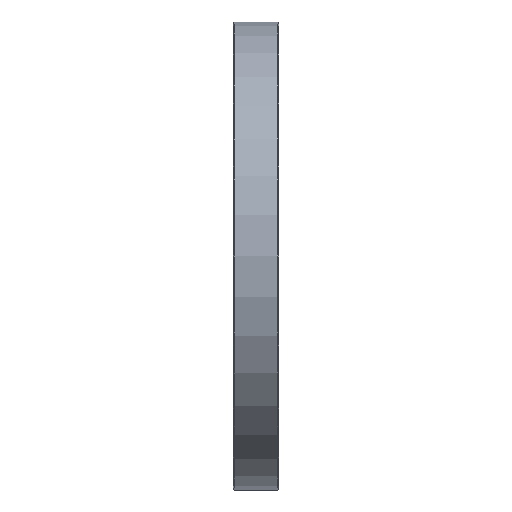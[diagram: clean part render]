
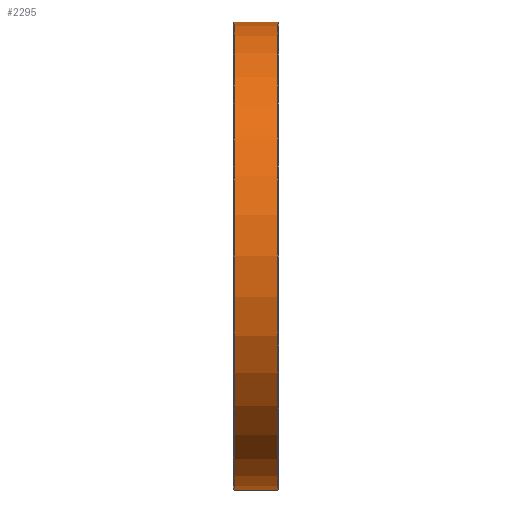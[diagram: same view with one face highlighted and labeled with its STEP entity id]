
A CAD part, left-side view. The second image highlights one B-rep face of the part: STEP entity #2295.
In plain terms, the highlighted cylindrical face has radius 126.6 mm (diameter 253.2 mm), a partial arc.
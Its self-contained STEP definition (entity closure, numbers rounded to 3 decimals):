
#90 = DIRECTION ( 'NONE',  ( 0., 0., -1. ) ) ;
#91 = DIRECTION ( 'NONE',  ( 0., -1., 0. ) ) ;
#92 = CARTESIAN_POINT ( 'NONE',  ( 0., 24.2, 0. ) ) ;
#93 = AXIS2_PLACEMENT_3D ( 'NONE', #92, #91, #90 ) ;
#94 = CIRCLE ( 'NONE', #93, 126.6 ) ;
#170 = DIRECTION ( 'NONE',  ( 0., -1., 0. ) ) ;
#171 = VECTOR ( 'NONE', #170, 1000. ) ;
#172 = CARTESIAN_POINT ( 'NONE',  ( 0., -15.022, 126.6 ) ) ;
#180 = LINE ( 'NONE', #172, #171 ) ;
#282 = DIRECTION ( 'NONE',  ( 0., 0., 1. ) ) ;
#283 = DIRECTION ( 'NONE',  ( 0., 1., 0. ) ) ;
#284 = AXIS2_PLACEMENT_3D ( 'NONE', #444, #283, #282 ) ;
#295 = CARTESIAN_POINT ( 'NONE',  ( 0., -15.022, 0. ) ) ;
#296 = FACE_OUTER_BOUND ( 'NONE', #2046, .T. ) ;
#297 = AXIS2_PLACEMENT_3D ( 'NONE', #295, #443, #442 ) ;
#303 = CIRCLE ( 'NONE', #284, 126.6 ) ;
#442 = DIRECTION ( 'NONE',  ( 0., 0., -1. ) ) ;
#443 = DIRECTION ( 'NONE',  ( 0., -1., 0. ) ) ;
#444 = CARTESIAN_POINT ( 'NONE',  ( 0., 0.4, 0. ) ) ;
#469 = CYLINDRICAL_SURFACE ( 'NONE', #297, 126.6 ) ;
#1065 = CARTESIAN_POINT ( 'NONE',  ( 0., 24.2, -126.6 ) ) ;
#1381 = VERTEX_POINT ( 'NONE', #3032 ) ;
#1383 = VERTEX_POINT ( 'NONE', #3069 ) ;
#1388 = VERTEX_POINT ( 'NONE', #2970 ) ;
#1720 = EDGE_CURVE ( 'NONE', #2736, #1388, #3689, .T. ) ;
#2046 = EDGE_LOOP ( 'NONE', ( #2297, #2298, #2049, #2066 ) ) ;
#2049 = ORIENTED_EDGE ( 'NONE', *, *, #1720, .T. ) ;
#2062 = EDGE_CURVE ( 'NONE', #1381, #2736, #94, .T. ) ;
#2066 = ORIENTED_EDGE ( 'NONE', *, *, #2296, .T. ) ;
#2121 = EDGE_CURVE ( 'NONE', #1381, #1383, #180, .T. ) ;
#2295 = ADVANCED_FACE ( 'NONE', ( #296 ), #469, .T. ) ;
#2296 = EDGE_CURVE ( 'NONE', #1388, #1383, #303, .T. ) ;
#2297 = ORIENTED_EDGE ( 'NONE', *, *, #2121, .F. ) ;
#2298 = ORIENTED_EDGE ( 'NONE', *, *, #2062, .T. ) ;
#2736 = VERTEX_POINT ( 'NONE', #1065 ) ;
#2970 = CARTESIAN_POINT ( 'NONE',  ( 0., 0.4, -126.6 ) ) ;
#3032 = CARTESIAN_POINT ( 'NONE',  ( 0., 24.2, 126.6 ) ) ;
#3069 = CARTESIAN_POINT ( 'NONE',  ( 0., 0.4, 126.6 ) ) ;
#3676 = DIRECTION ( 'NONE',  ( 0., -1., 0. ) ) ;
#3677 = VECTOR ( 'NONE', #3676, 1000. ) ;
#3688 = CARTESIAN_POINT ( 'NONE',  ( 0., -15.022, -126.6 ) ) ;
#3689 = LINE ( 'NONE', #3688, #3677 ) ;
